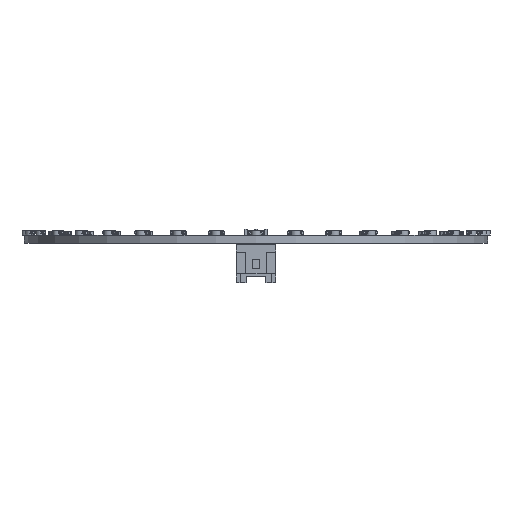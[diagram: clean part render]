
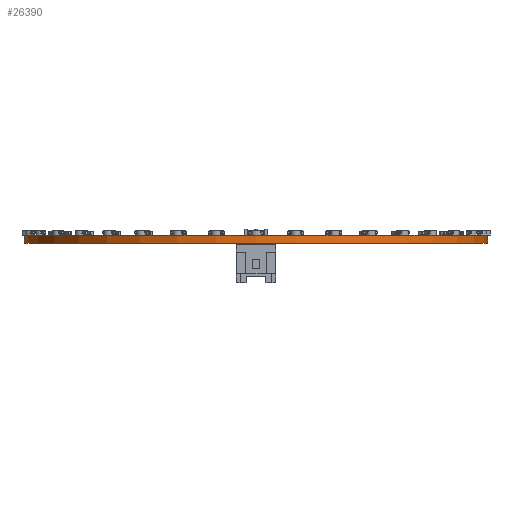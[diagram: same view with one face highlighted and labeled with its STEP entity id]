
A CAD part, front view. The second image highlights one B-rep face of the part: STEP entity #26390.
In plain terms, the highlighted cylindrical face has radius 46.5 mm (diameter 93 mm), a full revolution.
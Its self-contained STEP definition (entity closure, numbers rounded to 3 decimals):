
#26390 = ADVANCED_FACE('',(#26391),#26404,.T.);
#26391 = FACE_BOUND('',#26392,.T.);
#26392 = EDGE_LOOP('',(#26393,#26427,#26450,#26477));
#26393 = ORIENTED_EDGE('',*,*,#26394,.F.);
#26394 = EDGE_CURVE('',#26395,#26395,#26397,.T.);
#26395 = VERTEX_POINT('',#26396);
#26396 = CARTESIAN_POINT('',(146.5,-100.,1.6));
#26397 = SURFACE_CURVE('',#26398,(#26403,#26415),.PCURVE_S1.);
#26398 = CIRCLE('',#26399,46.5);
#26399 = AXIS2_PLACEMENT_3D('',#26400,#26401,#26402);
#26400 = CARTESIAN_POINT('',(100.,-100.,1.6));
#26401 = DIRECTION('',(0.,0.,1.));
#26402 = DIRECTION('',(1.,0.,-0.));
#26403 = PCURVE('',#26404,#26409);
#26404 = CYLINDRICAL_SURFACE('',#26405,46.5);
#26405 = AXIS2_PLACEMENT_3D('',#26406,#26407,#26408);
#26406 = CARTESIAN_POINT('',(100.,-100.,0.));
#26407 = DIRECTION('',(0.,0.,1.));
#26408 = DIRECTION('',(1.,0.,-0.));
#26409 = DEFINITIONAL_REPRESENTATION('',(#26410),#26414);
#26410 = LINE('',#26411,#26412);
#26411 = CARTESIAN_POINT('',(0.,1.6));
#26412 = VECTOR('',#26413,1.);
#26413 = DIRECTION('',(1.,0.));
#26414 = ( GEOMETRIC_REPRESENTATION_CONTEXT(2) 
PARAMETRIC_REPRESENTATION_CONTEXT() REPRESENTATION_CONTEXT('2D SPACE',''
  ) );
#26415 = PCURVE('',#26416,#26421);
#26416 = PLANE('',#26417);
#26417 = AXIS2_PLACEMENT_3D('',#26418,#26419,#26420);
#26418 = CARTESIAN_POINT('',(100.,-100.,1.6));
#26419 = DIRECTION('',(0.,0.,1.));
#26420 = DIRECTION('',(1.,0.,-0.));
#26421 = DEFINITIONAL_REPRESENTATION('',(#26422),#26426);
#26422 = CIRCLE('',#26423,46.5);
#26423 = AXIS2_PLACEMENT_2D('',#26424,#26425);
#26424 = CARTESIAN_POINT('',(0.,0.));
#26425 = DIRECTION('',(1.,0.));
#26426 = ( GEOMETRIC_REPRESENTATION_CONTEXT(2) 
PARAMETRIC_REPRESENTATION_CONTEXT() REPRESENTATION_CONTEXT('2D SPACE',''
  ) );
#26427 = ORIENTED_EDGE('',*,*,#26428,.F.);
#26428 = EDGE_CURVE('',#26429,#26395,#26431,.T.);
#26429 = VERTEX_POINT('',#26430);
#26430 = CARTESIAN_POINT('',(146.5,-100.,0.));
#26431 = SEAM_CURVE('',#26432,(#26436,#26443),.PCURVE_S1.);
#26432 = LINE('',#26433,#26434);
#26433 = CARTESIAN_POINT('',(146.5,-100.,0.));
#26434 = VECTOR('',#26435,1.);
#26435 = DIRECTION('',(0.,0.,1.));
#26436 = PCURVE('',#26404,#26437);
#26437 = DEFINITIONAL_REPRESENTATION('',(#26438),#26442);
#26438 = LINE('',#26439,#26440);
#26439 = CARTESIAN_POINT('',(6.283,-0.));
#26440 = VECTOR('',#26441,1.);
#26441 = DIRECTION('',(0.,1.));
#26442 = ( GEOMETRIC_REPRESENTATION_CONTEXT(2) 
PARAMETRIC_REPRESENTATION_CONTEXT() REPRESENTATION_CONTEXT('2D SPACE',''
  ) );
#26443 = PCURVE('',#26404,#26444);
#26444 = DEFINITIONAL_REPRESENTATION('',(#26445),#26449);
#26445 = LINE('',#26446,#26447);
#26446 = CARTESIAN_POINT('',(0.,-0.));
#26447 = VECTOR('',#26448,1.);
#26448 = DIRECTION('',(0.,1.));
#26449 = ( GEOMETRIC_REPRESENTATION_CONTEXT(2) 
PARAMETRIC_REPRESENTATION_CONTEXT() REPRESENTATION_CONTEXT('2D SPACE',''
  ) );
#26450 = ORIENTED_EDGE('',*,*,#26451,.T.);
#26451 = EDGE_CURVE('',#26429,#26429,#26452,.T.);
#26452 = SURFACE_CURVE('',#26453,(#26458,#26465),.PCURVE_S1.);
#26453 = CIRCLE('',#26454,46.5);
#26454 = AXIS2_PLACEMENT_3D('',#26455,#26456,#26457);
#26455 = CARTESIAN_POINT('',(100.,-100.,0.));
#26456 = DIRECTION('',(0.,0.,1.));
#26457 = DIRECTION('',(1.,0.,-0.));
#26458 = PCURVE('',#26404,#26459);
#26459 = DEFINITIONAL_REPRESENTATION('',(#26460),#26464);
#26460 = LINE('',#26461,#26462);
#26461 = CARTESIAN_POINT('',(0.,0.));
#26462 = VECTOR('',#26463,1.);
#26463 = DIRECTION('',(1.,0.));
#26464 = ( GEOMETRIC_REPRESENTATION_CONTEXT(2) 
PARAMETRIC_REPRESENTATION_CONTEXT() REPRESENTATION_CONTEXT('2D SPACE',''
  ) );
#26465 = PCURVE('',#26466,#26471);
#26466 = PLANE('',#26467);
#26467 = AXIS2_PLACEMENT_3D('',#26468,#26469,#26470);
#26468 = CARTESIAN_POINT('',(100.,-100.,0.));
#26469 = DIRECTION('',(0.,0.,1.));
#26470 = DIRECTION('',(1.,0.,-0.));
#26471 = DEFINITIONAL_REPRESENTATION('',(#26472),#26476);
#26472 = CIRCLE('',#26473,46.5);
#26473 = AXIS2_PLACEMENT_2D('',#26474,#26475);
#26474 = CARTESIAN_POINT('',(0.,0.));
#26475 = DIRECTION('',(1.,0.));
#26476 = ( GEOMETRIC_REPRESENTATION_CONTEXT(2) 
PARAMETRIC_REPRESENTATION_CONTEXT() REPRESENTATION_CONTEXT('2D SPACE',''
  ) );
#26477 = ORIENTED_EDGE('',*,*,#26428,.T.);
